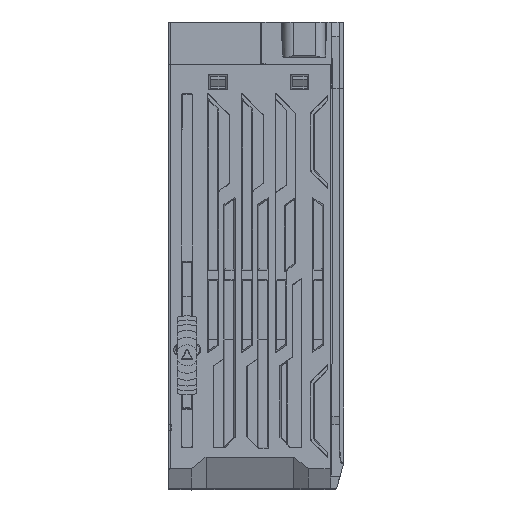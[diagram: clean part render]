
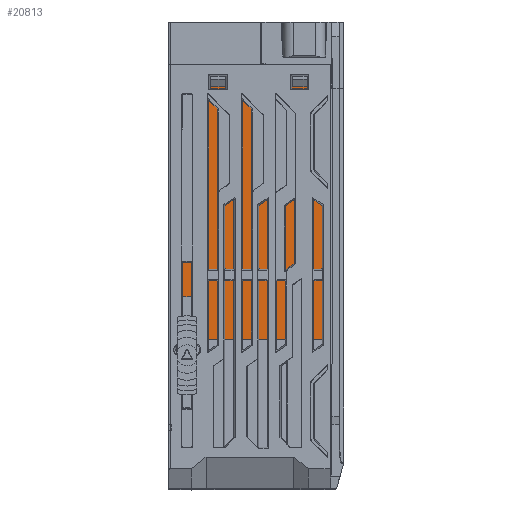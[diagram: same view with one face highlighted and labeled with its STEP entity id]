
A CAD part, top view. The second image highlights one B-rep face of the part: STEP entity #20813.
In plain terms, the highlighted planar face has unit normal (0, 0, 1).
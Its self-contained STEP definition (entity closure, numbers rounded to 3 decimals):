
#672=FACE_BOUND('',#26419,.T.);
#673=FACE_BOUND('',#26420,.T.);
#674=FACE_BOUND('',#26421,.T.);
#2457=PLANE('',#64800);
#7080=LINE('',#97787,#14643);
#7163=LINE('',#97956,#14726);
#7352=LINE('',#98353,#14915);
#7396=LINE('',#98468,#14959);
#7397=LINE('',#98470,#14960);
#7398=LINE('',#98472,#14961);
#7399=LINE('',#98474,#14962);
#7400=LINE('',#98475,#14963);
#7401=LINE('',#98477,#14964);
#7402=LINE('',#98479,#14965);
#7403=LINE('',#98481,#14966);
#7404=LINE('',#98482,#14967);
#7405=LINE('',#98483,#14968);
#7406=LINE('',#98485,#14969);
#7407=LINE('',#98486,#14970);
#7408=LINE('',#98489,#14971);
#7409=LINE('',#98491,#14972);
#7410=LINE('',#98493,#14973);
#7411=LINE('',#98494,#14974);
#7412=LINE('',#98497,#14975);
#7413=LINE('',#98499,#14976);
#7414=LINE('',#98501,#14977);
#14643=VECTOR('',#72923,1.);
#14726=VECTOR('',#73024,1.);
#14915=VECTOR('',#73327,1.);
#14959=VECTOR('',#73415,1.);
#14960=VECTOR('',#73416,1.);
#14961=VECTOR('',#73417,1.);
#14962=VECTOR('',#73418,1.);
#14963=VECTOR('',#73419,1.);
#14964=VECTOR('',#73420,1.);
#14965=VECTOR('',#73421,1.);
#14966=VECTOR('',#73422,1.);
#14967=VECTOR('',#73423,1.);
#14968=VECTOR('',#73424,1.);
#14969=VECTOR('',#73425,1.);
#14970=VECTOR('',#73426,1.);
#14971=VECTOR('',#73427,1.);
#14972=VECTOR('',#73428,1.);
#14973=VECTOR('',#73429,1.);
#14974=VECTOR('',#73430,1.);
#14975=VECTOR('',#73431,1.);
#14976=VECTOR('',#73432,1.);
#14977=VECTOR('',#73433,1.);
#20813=ADVANCED_FACE('',(#672,#673,#674),#2457,.T.);
#26419=EDGE_LOOP('',(#36811,#36812,#36813,#36814,#36815,#36816,#36817,#36818,
#36819,#36820,#36821,#36822,#36823,#36824));
#26420=EDGE_LOOP('',(#36825,#36826,#36827,#36828));
#26421=EDGE_LOOP('',(#36829,#36830,#36831,#36832));
#36811=ORIENTED_EDGE('',*,*,#56812,.T.);
#36812=ORIENTED_EDGE('',*,*,#56813,.T.);
#36813=ORIENTED_EDGE('',*,*,#56814,.T.);
#36814=ORIENTED_EDGE('',*,*,#56815,.T.);
#36815=ORIENTED_EDGE('',*,*,#56475,.F.);
#36816=ORIENTED_EDGE('',*,*,#56816,.T.);
#36817=ORIENTED_EDGE('',*,*,#56817,.T.);
#36818=ORIENTED_EDGE('',*,*,#56818,.T.);
#36819=ORIENTED_EDGE('',*,*,#56819,.T.);
#36820=ORIENTED_EDGE('',*,*,#56558,.F.);
#36821=ORIENTED_EDGE('',*,*,#56820,.T.);
#36822=ORIENTED_EDGE('',*,*,#56759,.F.);
#36823=ORIENTED_EDGE('',*,*,#56821,.T.);
#36824=ORIENTED_EDGE('',*,*,#56822,.T.);
#36825=ORIENTED_EDGE('',*,*,#56823,.T.);
#36826=ORIENTED_EDGE('',*,*,#56824,.T.);
#36827=ORIENTED_EDGE('',*,*,#56825,.T.);
#36828=ORIENTED_EDGE('',*,*,#56826,.T.);
#36829=ORIENTED_EDGE('',*,*,#56827,.T.);
#36830=ORIENTED_EDGE('',*,*,#56828,.T.);
#36831=ORIENTED_EDGE('',*,*,#56829,.T.);
#36832=ORIENTED_EDGE('',*,*,#56830,.T.);
#47974=VERTEX_POINT('',#97788);
#47975=VERTEX_POINT('',#97789);
#48048=VERTEX_POINT('',#97946);
#48051=VERTEX_POINT('',#97957);
#48052=VERTEX_POINT('',#97958);
#48199=VERTEX_POINT('',#98352);
#48200=VERTEX_POINT('',#98354);
#48233=VERTEX_POINT('',#98469);
#48234=VERTEX_POINT('',#98471);
#48235=VERTEX_POINT('',#98473);
#48236=VERTEX_POINT('',#98476);
#48237=VERTEX_POINT('',#98478);
#48238=VERTEX_POINT('',#98480);
#48239=VERTEX_POINT('',#98484);
#48240=VERTEX_POINT('',#98487);
#48241=VERTEX_POINT('',#98488);
#48242=VERTEX_POINT('',#98490);
#48243=VERTEX_POINT('',#98492);
#48244=VERTEX_POINT('',#98495);
#48245=VERTEX_POINT('',#98496);
#48246=VERTEX_POINT('',#98498);
#48247=VERTEX_POINT('',#98500);
#56475=EDGE_CURVE('',#47974,#47975,#7080,.T.);
#56558=EDGE_CURVE('',#48051,#48052,#7163,.T.);
#56759=EDGE_CURVE('',#48199,#48200,#7352,.T.);
#56812=EDGE_CURVE('',#48233,#48048,#7396,.T.);
#56813=EDGE_CURVE('',#48048,#48234,#7397,.T.);
#56814=EDGE_CURVE('',#48234,#48235,#7398,.T.);
#56815=EDGE_CURVE('',#48235,#47975,#7399,.T.);
#56816=EDGE_CURVE('',#47974,#48236,#7400,.T.);
#56817=EDGE_CURVE('',#48236,#48237,#7401,.T.);
#56818=EDGE_CURVE('',#48237,#48238,#7402,.T.);
#56819=EDGE_CURVE('',#48238,#48052,#7403,.T.);
#56820=EDGE_CURVE('',#48051,#48200,#7404,.T.);
#56821=EDGE_CURVE('',#48199,#48239,#7405,.T.);
#56822=EDGE_CURVE('',#48239,#48233,#7406,.T.);
#56823=EDGE_CURVE('',#48240,#48241,#7407,.T.);
#56824=EDGE_CURVE('',#48241,#48242,#7408,.T.);
#56825=EDGE_CURVE('',#48242,#48243,#7409,.T.);
#56826=EDGE_CURVE('',#48243,#48240,#7410,.T.);
#56827=EDGE_CURVE('',#48244,#48245,#7411,.T.);
#56828=EDGE_CURVE('',#48245,#48246,#7412,.T.);
#56829=EDGE_CURVE('',#48246,#48247,#7413,.T.);
#56830=EDGE_CURVE('',#48247,#48244,#7414,.T.);
#64800=AXIS2_PLACEMENT_3D('',#98502,#73434,#73435);
#72923=DIRECTION('',(-1.,0.,0.));
#73024=DIRECTION('',(0.,-1.,0.));
#73327=DIRECTION('',(0.,1.,0.));
#73415=DIRECTION('',(1.,0.,0.));
#73416=DIRECTION('',(0.,-1.,0.));
#73417=DIRECTION('',(1.,0.,0.));
#73418=DIRECTION('',(0.,1.,0.));
#73419=DIRECTION('',(0.,1.,0.));
#73420=DIRECTION('',(-1.,0.,0.));
#73421=DIRECTION('',(0.,-1.,0.));
#73422=DIRECTION('',(-1.,0.,0.));
#73423=DIRECTION('',(-1.,0.,0.));
#73424=DIRECTION('',(1.,0.,0.));
#73425=DIRECTION('',(0.,-1.,0.));
#73426=DIRECTION('',(0.,1.,0.));
#73427=DIRECTION('',(1.,0.,0.));
#73428=DIRECTION('',(0.,-1.,0.));
#73429=DIRECTION('',(-1.,0.,0.));
#73430=DIRECTION('',(1.,0.,0.));
#73431=DIRECTION('',(0.,-1.,0.));
#73432=DIRECTION('',(-1.,0.,0.));
#73433=DIRECTION('',(0.,1.,0.));
#73434=DIRECTION('',(0.,0.,1.));
#73435=DIRECTION('',(1.,0.,0.));
#97787=CARTESIAN_POINT('',(17.446,-135.97,116.289));
#97788=CARTESIAN_POINT('',(17.69,-135.97,116.289));
#97789=CARTESIAN_POINT('',(17.201,-135.97,116.289));
#97946=CARTESIAN_POINT('',(-8.27,-142.99,116.289));
#97956=CARTESIAN_POINT('',(5.671,-133.92,116.289));
#97957=CARTESIAN_POINT('',(5.671,-131.87,116.289));
#97958=CARTESIAN_POINT('',(5.671,-135.97,116.289));
#98352=CARTESIAN_POINT('',(-10.209,-135.97,116.289));
#98353=CARTESIAN_POINT('',(-10.209,-133.92,116.289));
#98354=CARTESIAN_POINT('',(-10.209,-131.87,116.289));
#98468=CARTESIAN_POINT('',(-8.74,-142.99,116.289));
#98469=CARTESIAN_POINT('',(-9.209,-142.99,116.289));
#98470=CARTESIAN_POINT('',(-8.27,-160.98,116.289));
#98471=CARTESIAN_POINT('',(-8.27,-178.97,116.289));
#98472=CARTESIAN_POINT('',(4.466,-178.97,116.289));
#98473=CARTESIAN_POINT('',(17.201,-178.97,116.289));
#98474=CARTESIAN_POINT('',(17.201,-157.47,116.289));
#98475=CARTESIAN_POINT('',(17.69,-133.92,116.289));
#98476=CARTESIAN_POINT('',(17.69,-131.87,116.289));
#98477=CARTESIAN_POINT('',(12.741,-131.87,116.289));
#98478=CARTESIAN_POINT('',(7.791,-131.87,116.289));
#98479=CARTESIAN_POINT('',(7.791,-133.92,116.289));
#98480=CARTESIAN_POINT('',(7.791,-135.97,116.289));
#98481=CARTESIAN_POINT('',(6.731,-135.97,116.289));
#98482=CARTESIAN_POINT('',(-2.269,-131.87,116.289));
#98483=CARTESIAN_POINT('',(-9.709,-135.97,116.289));
#98484=CARTESIAN_POINT('',(-9.209,-135.97,116.289));
#98485=CARTESIAN_POINT('',(-9.209,-139.48,116.289));
#98486=CARTESIAN_POINT('',(11.041,-134.869,116.289));
#98487=CARTESIAN_POINT('',(11.041,-135.768,116.289));
#98488=CARTESIAN_POINT('',(11.041,-133.97,116.289));
#98489=CARTESIAN_POINT('',(12.291,-133.97,116.289));
#98490=CARTESIAN_POINT('',(13.541,-133.97,116.289));
#98491=CARTESIAN_POINT('',(13.541,-134.869,116.289));
#98492=CARTESIAN_POINT('',(13.541,-135.768,116.289));
#98493=CARTESIAN_POINT('',(12.291,-135.768,116.289));
#98494=CARTESIAN_POINT('',(-1.709,-133.97,116.289));
#98495=CARTESIAN_POINT('',(-2.959,-133.97,116.289));
#98496=CARTESIAN_POINT('',(-0.459,-133.97,116.289));
#98497=CARTESIAN_POINT('',(-0.459,-134.869,116.289));
#98498=CARTESIAN_POINT('',(-0.459,-135.768,116.289));
#98499=CARTESIAN_POINT('',(-1.709,-135.768,116.289));
#98500=CARTESIAN_POINT('',(-2.959,-135.768,116.289));
#98501=CARTESIAN_POINT('',(-2.959,-134.869,116.289));
#98502=CARTESIAN_POINT('',(20.48,-127.16,116.289));
